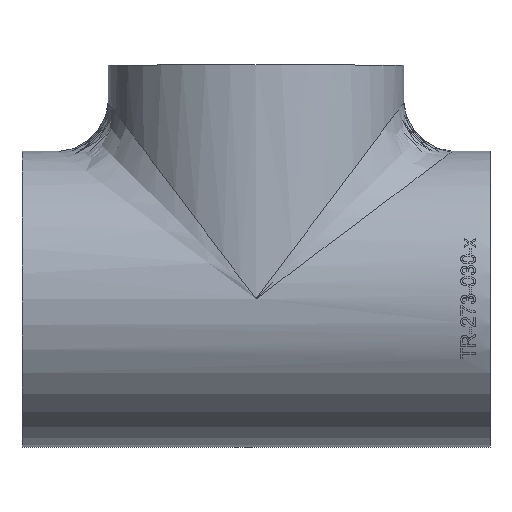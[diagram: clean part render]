
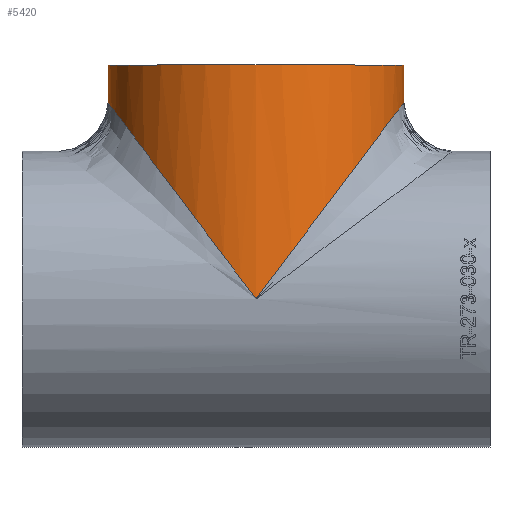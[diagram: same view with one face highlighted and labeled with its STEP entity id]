
A CAD part, top view. The second image highlights one B-rep face of the part: STEP entity #5420.
In plain terms, the highlighted cylindrical face has radius 136.5 mm (diameter 273 mm), a full revolution.
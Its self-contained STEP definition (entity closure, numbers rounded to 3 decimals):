
#1008 = VERTEX_POINT ( 'NONE', #11003 ) ;
#3016 = ORIENTED_EDGE ( 'NONE', *, *, #5624, .T. ) ;
#5208 = FACE_OUTER_BOUND ( 'NONE', #7337, .T. ) ;
#5420 = ADVANCED_FACE ( 'NONE', ( #5208, #27485 ), #5856, .T. ) ;
#5624 = EDGE_CURVE ( 'NONE', #1008, #21948, #24257, .T. ) ;
#5856 = CYLINDRICAL_SURFACE ( 'NONE', #26446, 136.5 ) ;
#7337 = EDGE_LOOP ( 'NONE', ( #18543 ) ) ;
#7433 = AXIS2_PLACEMENT_3D ( 'NONE', #27457, #9926, #20712 ) ;
#8220 = CARTESIAN_POINT ( 'NONE',  ( 0., 0., 136.5 ) ) ;
#8972 = VERTEX_POINT ( 'NONE', #12938 ) ;
#9363 = DIRECTION ( 'NONE',  ( 0., -1., 0. ) ) ;
#9732 = DIRECTION ( 'NONE',  ( 0., 0., -1. ) ) ;
#9926 = DIRECTION ( 'NONE',  ( 0., -1., 0. ) ) ;
#10747 =( BOUNDED_CURVE ( )  B_SPLINE_CURVE ( 3, ( #24376, #21938, #20521, #26808 ),
 .UNSPECIFIED., .F., .T. ) 
 B_SPLINE_CURVE_WITH_KNOTS ( ( 4, 4 ),
 ( 1.571, 4.712 ),
 .UNSPECIFIED. ) 
 CURVE ( )  GEOMETRIC_REPRESENTATION_ITEM ( )  RATIONAL_B_SPLINE_CURVE ( ( 1., 0.333, 0.333, 1. ) ) 
 REPRESENTATION_ITEM ( '' )  );
#11003 = CARTESIAN_POINT ( 'NONE',  ( 0., 0., -136.5 ) ) ;
#11466 = CARTESIAN_POINT ( 'NONE',  ( 0., 0., 0. ) ) ;
#12662 = CARTESIAN_POINT ( 'NONE',  ( -273., 363., -136.5 ) ) ;
#12938 = CARTESIAN_POINT ( 'NONE',  ( 0., 216., -136.5 ) ) ;
#14547 = CARTESIAN_POINT ( 'NONE',  ( -273., 363., 136.5 ) ) ;
#14920 = EDGE_CURVE ( 'NONE', #21948, #1008, #10747, .T. ) ;
#18430 = CIRCLE ( 'NONE', #7433, 136.5 ) ;
#18543 = ORIENTED_EDGE ( 'NONE', *, *, #27837, .T. ) ;
#20521 = CARTESIAN_POINT ( 'NONE',  ( 273., 363., -136.5 ) ) ;
#20712 = DIRECTION ( 'NONE',  ( 0., 0., -1. ) ) ;
#21938 = CARTESIAN_POINT ( 'NONE',  ( 273., 363., 136.5 ) ) ;
#21948 = VERTEX_POINT ( 'NONE', #23037 ) ;
#21980 = EDGE_LOOP ( 'NONE', ( #3016, #26106 ) ) ;
#23037 = CARTESIAN_POINT ( 'NONE',  ( 0., 0., 136.5 ) ) ;
#23321 = CARTESIAN_POINT ( 'NONE',  ( 0., 0., -136.5 ) ) ;
#24257 =( BOUNDED_CURVE ( )  B_SPLINE_CURVE ( 3, ( #23321, #12662, #14547, #8220 ),
 .UNSPECIFIED., .F., .T. ) 
 B_SPLINE_CURVE_WITH_KNOTS ( ( 4, 4 ),
 ( 1.571, 4.712 ),
 .UNSPECIFIED. ) 
 CURVE ( )  GEOMETRIC_REPRESENTATION_ITEM ( )  RATIONAL_B_SPLINE_CURVE ( ( 1., 0.333, 0.333, 1. ) ) 
 REPRESENTATION_ITEM ( '' )  );
#24376 = CARTESIAN_POINT ( 'NONE',  ( 0., 0., 136.5 ) ) ;
#26106 = ORIENTED_EDGE ( 'NONE', *, *, #14920, .T. ) ;
#26446 = AXIS2_PLACEMENT_3D ( 'NONE', #11466, #9363, #9732 ) ;
#26808 = CARTESIAN_POINT ( 'NONE',  ( 0., 0., -136.5 ) ) ;
#27457 = CARTESIAN_POINT ( 'NONE',  ( 0., 216., 0. ) ) ;
#27485 = FACE_OUTER_BOUND ( 'NONE', #21980, .T. ) ;
#27837 = EDGE_CURVE ( 'NONE', #8972, #8972, #18430, .T. ) ;
